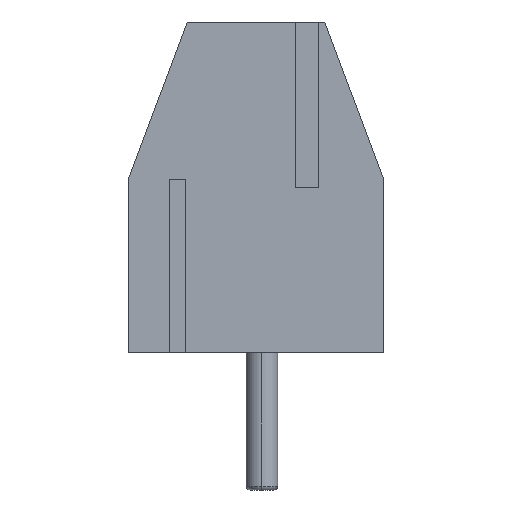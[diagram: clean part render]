
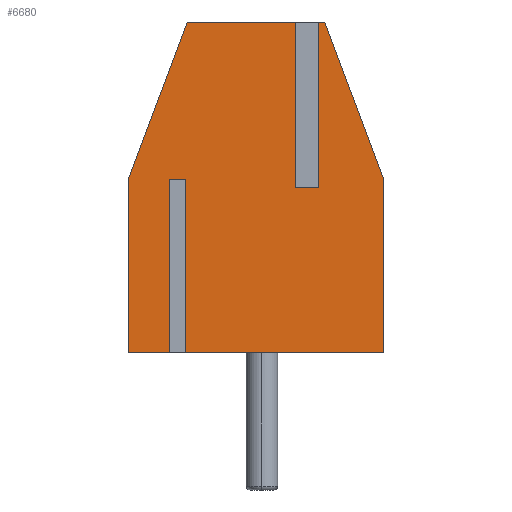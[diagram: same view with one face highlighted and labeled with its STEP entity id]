
A CAD part, left-side view. The second image highlights one B-rep face of the part: STEP entity #6680.
In plain terms, the highlighted planar face has unit normal (-1, 0, 0).
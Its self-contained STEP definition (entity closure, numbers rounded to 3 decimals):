
#49 = LINE ( 'NONE', #9674, #5811 ) ;
#101 = EDGE_CURVE ( 'NONE', #11704, #10557, #4553, .T. ) ;
#191 = CARTESIAN_POINT ( 'NONE',  ( -3.5, -3.25, 0. ) ) ;
#295 = CARTESIAN_POINT ( 'NONE',  ( -3.5, 2.212, 0. ) ) ;
#341 = ORIENTED_EDGE ( 'NONE', *, *, #14079, .F. ) ;
#613 = ORIENTED_EDGE ( 'NONE', *, *, #9853, .T. ) ;
#623 = EDGE_CURVE ( 'NONE', #5321, #9011, #14131, .T. ) ;
#644 = DIRECTION ( 'NONE',  ( 0., 0., -1. ) ) ;
#685 = VECTOR ( 'NONE', #7298, 1000. ) ;
#1083 = CARTESIAN_POINT ( 'NONE',  ( -3.5, 1.75, 8.4 ) ) ;
#1154 = CARTESIAN_POINT ( 'NONE',  ( -3.5, -3.25, 8.4 ) ) ;
#1414 = DIRECTION ( 'NONE',  ( 0., -1., 0. ) ) ;
#1593 = LINE ( 'NONE', #7300, #4202 ) ;
#1929 = ORIENTED_EDGE ( 'NONE', *, *, #8185, .F. ) ;
#1932 = VECTOR ( 'NONE', #7527, 1000. ) ;
#1955 = CARTESIAN_POINT ( 'NONE',  ( -3.5, -1.6, 4.2 ) ) ;
#2268 = VECTOR ( 'NONE', #6957, 1000. ) ;
#2440 = PLANE ( 'NONE',  #15512 ) ;
#2647 = EDGE_CURVE ( 'NONE', #10557, #4761, #2809, .T. ) ;
#2809 = LINE ( 'NONE', #9937, #11612 ) ;
#3017 = ORIENTED_EDGE ( 'NONE', *, *, #101, .F. ) ;
#3261 = VECTOR ( 'NONE', #15360, 1000. ) ;
#3264 = ORIENTED_EDGE ( 'NONE', *, *, #7179, .F. ) ;
#3373 = CARTESIAN_POINT ( 'NONE',  ( -3.5, 3.25, 8.4 ) ) ;
#3487 = CARTESIAN_POINT ( 'NONE',  ( -3.5, 1.788, 4.4 ) ) ;
#3495 = ORIENTED_EDGE ( 'NONE', *, *, #4083, .F. ) ;
#3803 = LINE ( 'NONE', #12146, #6035 ) ;
#3891 = DIRECTION ( 'NONE',  ( 0., 0., -1. ) ) ;
#4083 = EDGE_CURVE ( 'NONE', #11335, #9011, #49, .T. ) ;
#4202 = VECTOR ( 'NONE', #3891, 1000. ) ;
#4393 = DIRECTION ( 'NONE',  ( 0., 1., 0. ) ) ;
#4527 = CARTESIAN_POINT ( 'NONE',  ( -3.5, -1.088, 4.2 ) ) ;
#4553 = LINE ( 'NONE', #9357, #15036 ) ;
#4656 = CARTESIAN_POINT ( 'NONE',  ( -3.5, -1.75, 8.4 ) ) ;
#4761 = VERTEX_POINT ( 'NONE', #295 ) ;
#4801 = DIRECTION ( 'NONE',  ( 0., 0., -1. ) ) ;
#4869 = FACE_OUTER_BOUND ( 'NONE', #10038, .T. ) ;
#4910 = LINE ( 'NONE', #14451, #1932 ) ;
#4936 = ORIENTED_EDGE ( 'NONE', *, *, #623, .T. ) ;
#4999 = LINE ( 'NONE', #7377, #685 ) ;
#5048 = VERTEX_POINT ( 'NONE', #12562 ) ;
#5118 = CARTESIAN_POINT ( 'NONE',  ( -3.5, -1.512, 4.2 ) ) ;
#5200 = ORIENTED_EDGE ( 'NONE', *, *, #9265, .T. ) ;
#5282 = VERTEX_POINT ( 'NONE', #13898 ) ;
#5286 = VECTOR ( 'NONE', #8653, 1000. ) ;
#5321 = VERTEX_POINT ( 'NONE', #9086 ) ;
#5787 = VERTEX_POINT ( 'NONE', #1083 ) ;
#5811 = VECTOR ( 'NONE', #14480, 1000. ) ;
#6035 = VECTOR ( 'NONE', #1414, 1000. ) ;
#6680 = ADVANCED_FACE ( 'NONE', ( #4869 ), #2440, .F. ) ;
#6790 = VERTEX_POINT ( 'NONE', #7633 ) ;
#6841 = ORIENTED_EDGE ( 'NONE', *, *, #12252, .F. ) ;
#6887 = LINE ( 'NONE', #15461, #2268 ) ;
#6957 = DIRECTION ( 'NONE',  ( 0., 0., 1. ) ) ;
#7179 = EDGE_CURVE ( 'NONE', #10564, #15187, #4910, .T. ) ;
#7243 = DIRECTION ( 'NONE',  ( 0., 0.351, -0.936 ) ) ;
#7298 = DIRECTION ( 'NONE',  ( 0., 0., 1. ) ) ;
#7300 = CARTESIAN_POINT ( 'NONE',  ( -3.5, -3.25, 8.4 ) ) ;
#7377 = CARTESIAN_POINT ( 'NONE',  ( -3.5, -1.512, 8.4 ) ) ;
#7527 = DIRECTION ( 'NONE',  ( 0., 0., -1. ) ) ;
#7633 = CARTESIAN_POINT ( 'NONE',  ( -3.5, -3.25, 0. ) ) ;
#7974 = ORIENTED_EDGE ( 'NONE', *, *, #11325, .F. ) ;
#7985 = VERTEX_POINT ( 'NONE', #5118 ) ;
#8185 = EDGE_CURVE ( 'NONE', #5321, #6790, #1593, .T. ) ;
#8232 = LINE ( 'NONE', #11999, #14611 ) ;
#8653 = DIRECTION ( 'NONE',  ( 0., -1., 0. ) ) ;
#8920 = EDGE_CURVE ( 'NONE', #15187, #7985, #14100, .T. ) ;
#9011 = VERTEX_POINT ( 'NONE', #12044 ) ;
#9086 = CARTESIAN_POINT ( 'NONE',  ( -3.5, -3.25, 4.4 ) ) ;
#9248 = ORIENTED_EDGE ( 'NONE', *, *, #11498, .T. ) ;
#9265 = EDGE_CURVE ( 'NONE', #5048, #13919, #11718, .T. ) ;
#9357 = CARTESIAN_POINT ( 'NONE',  ( -3.5, 2.3, 4.4 ) ) ;
#9429 = ORIENTED_EDGE ( 'NONE', *, *, #8920, .F. ) ;
#9461 = DIRECTION ( 'NONE',  ( 0., 0.351, 0.936 ) ) ;
#9602 = DIRECTION ( 'NONE',  ( 1., 0., 0. ) ) ;
#9633 = DIRECTION ( 'NONE',  ( 0., -1., 0. ) ) ;
#9670 = CARTESIAN_POINT ( 'NONE',  ( -3.5, 3.25, 4.4 ) ) ;
#9674 = CARTESIAN_POINT ( 'NONE',  ( -3.5, -3.25, 8.4 ) ) ;
#9853 = EDGE_CURVE ( 'NONE', #13919, #4761, #14474, .T. ) ;
#9886 = EDGE_CURVE ( 'NONE', #5787, #5048, #11019, .T. ) ;
#9937 = CARTESIAN_POINT ( 'NONE',  ( -3.5, 2.212, 0. ) ) ;
#10038 = EDGE_LOOP ( 'NONE', ( #3017, #7974, #9248, #1929, #4936, #3495, #341, #9429, #3264, #6841, #10639, #5200, #613, #13059 ) ) ;
#10557 = VERTEX_POINT ( 'NONE', #10745 ) ;
#10564 = VERTEX_POINT ( 'NONE', #11762 ) ;
#10639 = ORIENTED_EDGE ( 'NONE', *, *, #9886, .T. ) ;
#10745 = CARTESIAN_POINT ( 'NONE',  ( -3.5, 2.212, 4.4 ) ) ;
#11019 = LINE ( 'NONE', #9670, #12079 ) ;
#11325 = EDGE_CURVE ( 'NONE', #5282, #11704, #6887, .T. ) ;
#11335 = VERTEX_POINT ( 'NONE', #13169 ) ;
#11498 = EDGE_CURVE ( 'NONE', #5282, #6790, #3803, .T. ) ;
#11612 = VECTOR ( 'NONE', #13569, 1000. ) ;
#11704 = VERTEX_POINT ( 'NONE', #3487 ) ;
#11718 = LINE ( 'NONE', #3373, #15575 ) ;
#11762 = CARTESIAN_POINT ( 'NONE',  ( -3.5, -1.088, 8.4 ) ) ;
#11999 = CARTESIAN_POINT ( 'NONE',  ( -3.5, -3.25, 8.4 ) ) ;
#12044 = CARTESIAN_POINT ( 'NONE',  ( -3.5, -1.75, 8.4 ) ) ;
#12079 = VECTOR ( 'NONE', #7243, 1000. ) ;
#12146 = CARTESIAN_POINT ( 'NONE',  ( -3.5, -3.25, 0. ) ) ;
#12252 = EDGE_CURVE ( 'NONE', #5787, #10564, #8232, .T. ) ;
#12562 = CARTESIAN_POINT ( 'NONE',  ( -3.5, 3.25, 4.4 ) ) ;
#13059 = ORIENTED_EDGE ( 'NONE', *, *, #2647, .F. ) ;
#13169 = CARTESIAN_POINT ( 'NONE',  ( -3.5, -1.512, 8.4 ) ) ;
#13508 = CARTESIAN_POINT ( 'NONE',  ( -3.5, 3.25, 0. ) ) ;
#13569 = DIRECTION ( 'NONE',  ( 0., 0., -1. ) ) ;
#13898 = CARTESIAN_POINT ( 'NONE',  ( -3.5, 1.788, 0. ) ) ;
#13919 = VERTEX_POINT ( 'NONE', #13508 ) ;
#14079 = EDGE_CURVE ( 'NONE', #7985, #11335, #4999, .T. ) ;
#14100 = LINE ( 'NONE', #1955, #3261 ) ;
#14131 = LINE ( 'NONE', #4656, #14763 ) ;
#14451 = CARTESIAN_POINT ( 'NONE',  ( -3.5, -1.088, 8.4 ) ) ;
#14474 = LINE ( 'NONE', #191, #5286 ) ;
#14480 = DIRECTION ( 'NONE',  ( 0., -1., 0. ) ) ;
#14611 = VECTOR ( 'NONE', #9633, 1000. ) ;
#14763 = VECTOR ( 'NONE', #9461, 1000. ) ;
#15036 = VECTOR ( 'NONE', #4393, 1000. ) ;
#15187 = VERTEX_POINT ( 'NONE', #4527 ) ;
#15360 = DIRECTION ( 'NONE',  ( 0., -1., 0. ) ) ;
#15461 = CARTESIAN_POINT ( 'NONE',  ( -3.5, 1.788, 4.4 ) ) ;
#15512 = AXIS2_PLACEMENT_3D ( 'NONE', #1154, #9602, #4801 ) ;
#15575 = VECTOR ( 'NONE', #644, 1000. ) ;
